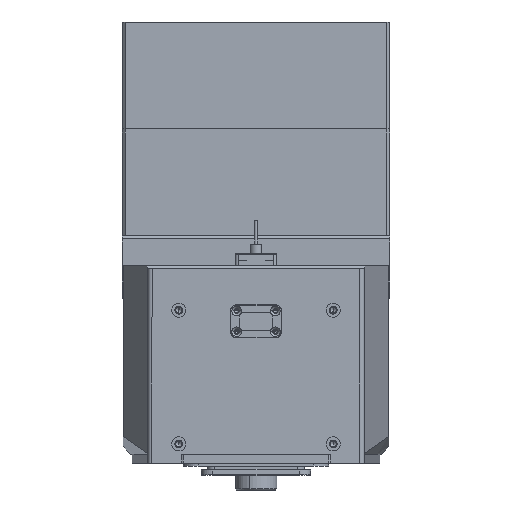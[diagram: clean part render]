
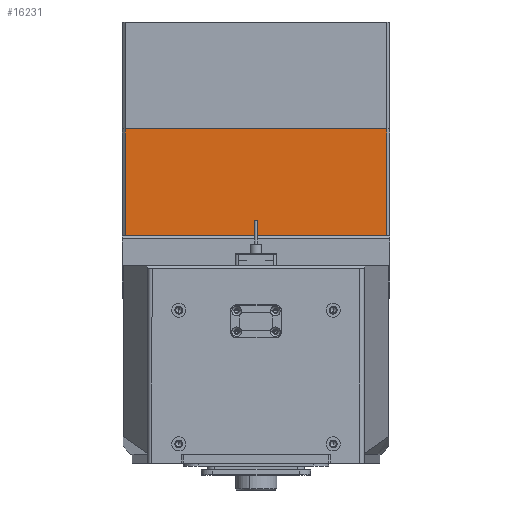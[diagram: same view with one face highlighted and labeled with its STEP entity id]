
A CAD part, left-side view. The second image highlights one B-rep face of the part: STEP entity #16231.
In plain terms, the highlighted planar face has unit normal (-1, 0, 0).
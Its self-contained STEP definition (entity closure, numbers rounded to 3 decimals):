
#2341 = AXIS2_PLACEMENT_3D ( 'NONE', #18265, #10429, #6867 ) ;
#6867 = DIRECTION ( 'NONE',  ( 0., 0., -1. ) ) ;
#8569 = LINE ( 'NONE', #40346, #24106 ) ;
#9431 = LINE ( 'NONE', #37988, #15420 ) ;
#9879 = EDGE_CURVE ( 'NONE', #10927, #19352, #19769, .T. ) ;
#10218 = VECTOR ( 'NONE', #39873, 1000. ) ;
#10429 = DIRECTION ( 'NONE',  ( 1., 0., 0. ) ) ;
#10927 = VERTEX_POINT ( 'NONE', #47487 ) ;
#12114 = ORIENTED_EDGE ( 'NONE', *, *, #26485, .F. ) ;
#12645 = ORIENTED_EDGE ( 'NONE', *, *, #37161, .T. ) ;
#13377 = DIRECTION ( 'NONE',  ( 0., -1., 0. ) ) ;
#15420 = VECTOR ( 'NONE', #45623, 1000. ) ;
#16231 = ADVANCED_FACE ( 'NONE', ( #27561 ), #37265, .F. ) ;
#16535 = EDGE_CURVE ( 'NONE', #27339, #10927, #32292, .T. ) ;
#16785 = VECTOR ( 'NONE', #24629, 1000. ) ;
#18032 = VERTEX_POINT ( 'NONE', #28942 ) ;
#18265 = CARTESIAN_POINT ( 'NONE',  ( -160., 90., 199. ) ) ;
#19352 = VERTEX_POINT ( 'NONE', #27391 ) ;
#19769 = LINE ( 'NONE', #24310, #16785 ) ;
#20380 = CARTESIAN_POINT ( 'NONE',  ( -160., 88., 199. ) ) ;
#24106 = VECTOR ( 'NONE', #13377, 1000. ) ;
#24310 = CARTESIAN_POINT ( 'NONE',  ( -160., 90., 127. ) ) ;
#24629 = DIRECTION ( 'NONE',  ( 0., -1., 0. ) ) ;
#26485 = EDGE_CURVE ( 'NONE', #27339, #18032, #8569, .T. ) ;
#27339 = VERTEX_POINT ( 'NONE', #35256 ) ;
#27391 = CARTESIAN_POINT ( 'NONE',  ( -160., -88., 127. ) ) ;
#27561 = FACE_OUTER_BOUND ( 'NONE', #49154, .T. ) ;
#28942 = CARTESIAN_POINT ( 'NONE',  ( -160., -88., 199. ) ) ;
#32292 = LINE ( 'NONE', #20380, #10218 ) ;
#35256 = CARTESIAN_POINT ( 'NONE',  ( -160., 88., 199. ) ) ;
#37161 = EDGE_CURVE ( 'NONE', #19352, #18032, #9431, .T. ) ;
#37265 = PLANE ( 'NONE',  #2341 ) ;
#37988 = CARTESIAN_POINT ( 'NONE',  ( -160., -88., 199. ) ) ;
#39659 = ORIENTED_EDGE ( 'NONE', *, *, #9879, .T. ) ;
#39873 = DIRECTION ( 'NONE',  ( 0., 0., -1. ) ) ;
#40346 = CARTESIAN_POINT ( 'NONE',  ( -160., 90., 199. ) ) ;
#43814 = ORIENTED_EDGE ( 'NONE', *, *, #16535, .T. ) ;
#45623 = DIRECTION ( 'NONE',  ( 0., 0., 1. ) ) ;
#47487 = CARTESIAN_POINT ( 'NONE',  ( -160., 88., 127. ) ) ;
#49154 = EDGE_LOOP ( 'NONE', ( #39659, #12645, #12114, #43814 ) ) ;
